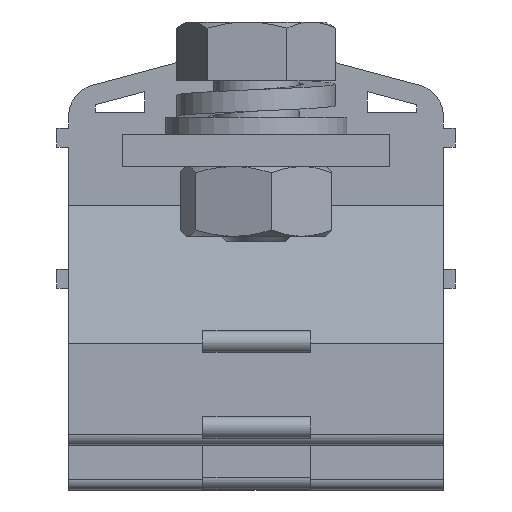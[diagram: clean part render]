
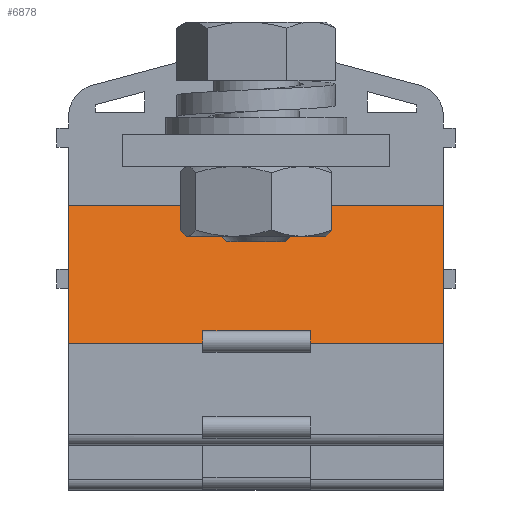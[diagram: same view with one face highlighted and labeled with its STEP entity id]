
A CAD part, left-side view. The second image highlights one B-rep face of the part: STEP entity #6878.
In plain terms, the highlighted planar face has unit normal (-0.966, 0, 0.259).
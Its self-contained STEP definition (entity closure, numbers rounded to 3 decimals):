
#85=PLANE('',#7242);
#398=LINE('',#9267,#806);
#439=LINE('',#9362,#847);
#442=LINE('',#9368,#850);
#443=LINE('',#9370,#851);
#444=LINE('',#9372,#852);
#445=LINE('',#9374,#853);
#446=LINE('',#9376,#854);
#447=LINE('',#9377,#855);
#806=VECTOR('',#7835,1000.);
#847=VECTOR('',#7890,1000.);
#850=VECTOR('',#7895,1000.);
#851=VECTOR('',#7896,1000.);
#852=VECTOR('',#7897,1000.);
#853=VECTOR('',#7898,1000.);
#854=VECTOR('',#7899,1000.);
#855=VECTOR('',#7900,1000.);
#1513=ORIENTED_EDGE('',*,*,#2885,.T.);
#1514=ORIENTED_EDGE('',*,*,#2886,.F.);
#1515=ORIENTED_EDGE('',*,*,#2887,.T.);
#1516=ORIENTED_EDGE('',*,*,#2888,.T.);
#1517=ORIENTED_EDGE('',*,*,#2889,.T.);
#1518=ORIENTED_EDGE('',*,*,#2835,.T.);
#1519=ORIENTED_EDGE('',*,*,#2890,.F.);
#1520=ORIENTED_EDGE('',*,*,#2882,.F.);
#2835=EDGE_CURVE('',#3526,#3525,#398,.T.);
#2882=EDGE_CURVE('',#3572,#3573,#439,.T.);
#2885=EDGE_CURVE('',#3572,#3575,#442,.T.);
#2886=EDGE_CURVE('',#3576,#3575,#443,.T.);
#2887=EDGE_CURVE('',#3576,#3577,#444,.T.);
#2888=EDGE_CURVE('',#3577,#3578,#445,.T.);
#2889=EDGE_CURVE('',#3578,#3526,#446,.T.);
#2890=EDGE_CURVE('',#3573,#3525,#447,.T.);
#3525=VERTEX_POINT('',#9266);
#3526=VERTEX_POINT('',#9268);
#3572=VERTEX_POINT('',#9361);
#3573=VERTEX_POINT('',#9363);
#3575=VERTEX_POINT('',#9369);
#3576=VERTEX_POINT('',#9371);
#3577=VERTEX_POINT('',#9373);
#3578=VERTEX_POINT('',#9375);
#4189=EDGE_LOOP('',(#1513,#1514,#1515,#1516,#1517,#1518,#1519,#1520));
#4518=FACE_BOUND('',#4189,.T.);
#6878=ADVANCED_FACE('',(#4518),#85,.F.);
#7242=AXIS2_PLACEMENT_3D('',#9367,#7893,#7894);
#7835=DIRECTION('',(0.259,0.,0.966));
#7890=DIRECTION('',(0.259,0.,0.966));
#7893=DIRECTION('',(0.966,0.,-0.259));
#7894=DIRECTION('',(-0.259,0.,-0.966));
#7895=DIRECTION('',(0.,-1.,0.));
#7896=DIRECTION('',(-0.259,0.,-0.966));
#7897=DIRECTION('',(0.,-1.,0.));
#7898=DIRECTION('',(-0.259,0.,-0.966));
#7899=DIRECTION('',(0.,-1.,0.));
#7900=DIRECTION('',(0.,-1.,0.));
#9266=CARTESIAN_POINT('',(-18.275,0.,6.5));
#9267=CARTESIAN_POINT('',(-18.275,0.,6.5));
#9268=CARTESIAN_POINT('',(-21.725,0.,-6.376));
#9361=CARTESIAN_POINT('',(-21.725,35.,-6.376));
#9362=CARTESIAN_POINT('',(-18.275,35.,6.5));
#9363=CARTESIAN_POINT('',(-18.275,35.,6.5));
#9367=CARTESIAN_POINT('',(-18.275,35.,6.5));
#9368=CARTESIAN_POINT('',(-21.725,35.,-6.376));
#9369=CARTESIAN_POINT('',(-21.725,22.45,-6.376));
#9370=CARTESIAN_POINT('',(-22.481,22.45,-9.198));
#9371=CARTESIAN_POINT('',(-21.422,22.45,-5.247));
#9372=CARTESIAN_POINT('',(-21.422,22.45,-5.247));
#9373=CARTESIAN_POINT('',(-21.422,12.45,-5.247));
#9374=CARTESIAN_POINT('',(-22.481,12.45,-9.198));
#9375=CARTESIAN_POINT('',(-21.725,12.45,-6.376));
#9376=CARTESIAN_POINT('',(-21.725,35.,-6.376));
#9377=CARTESIAN_POINT('',(-18.275,35.,6.5));
